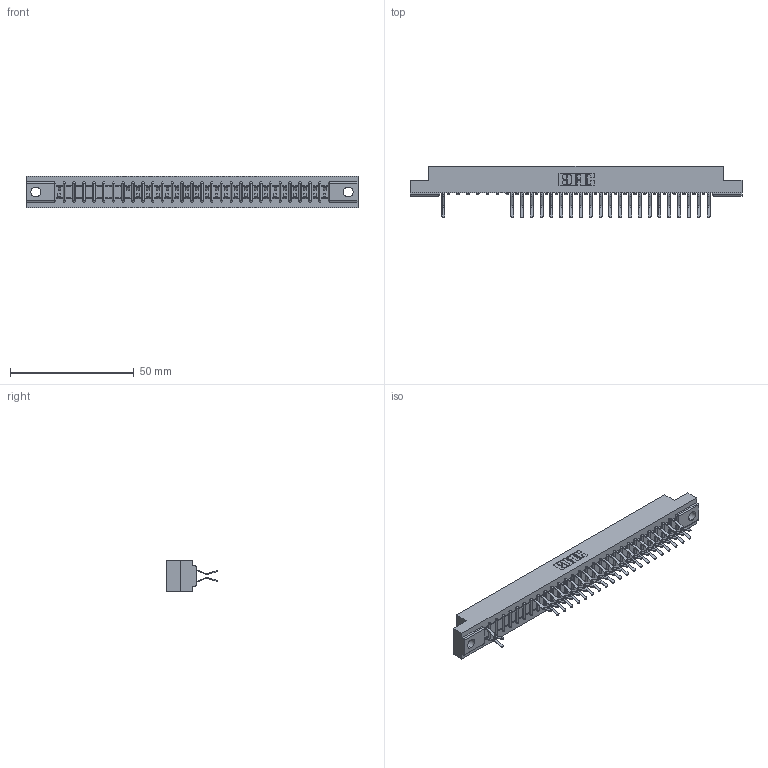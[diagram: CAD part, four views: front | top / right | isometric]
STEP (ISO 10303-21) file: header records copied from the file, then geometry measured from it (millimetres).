
FILE_DESCRIPTION (( 'STEP AP203' ), '1' );
FILE_NAME ('307-056-560-204.STEP', '2018-08-06T07:13:54', ( '' ), ( '' ), 'SwSTEP 2.0', 'SolidWorks 2016', '' );
FILE_SCHEMA (( 'CONFIG_CONTROL_DESIGN' ));
Length unit declared in the file: inch
Products named in the file (3): 307 Part_.156 Dia Mounting Holes; 307-290-001_560; 307-056-560-204
Assembly tree (44 placements, depth 2):
  307-056-560-204
    307 Part_.156 Dia Mounting Holes
    307-290-001_560  x43
Bounding box: 133.96 x 20.73 x 12.7 mm (x, y, z)
Volume: 13925.1 mm3; surface area: 15772.4 mm2
Topology: 44 solids, 44 shells, 2441 faces, 6881 edges, 4450 vertices
Faces by surface type: plane 1581, cylinder 802, sphere 58
Entity records: 26732 total; most frequent: CARTESIAN_POINT 4437, ORIENTED_EDGE 4406, DIRECTION 4331, EDGE_CURVE 2203, VECTOR 1691, LINE 1691, VERTEX_POINT 1426, AXIS2_PLACEMENT_3D 1320
